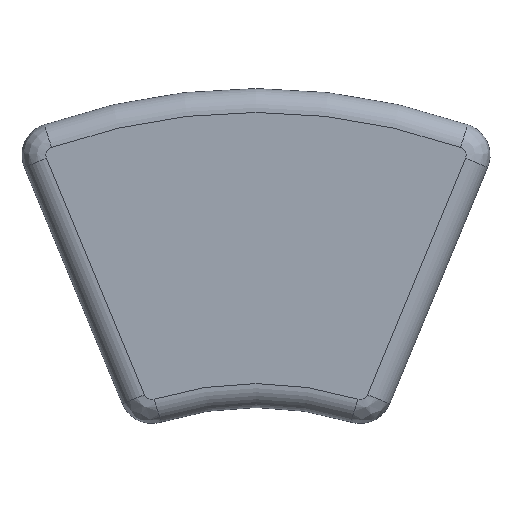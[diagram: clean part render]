
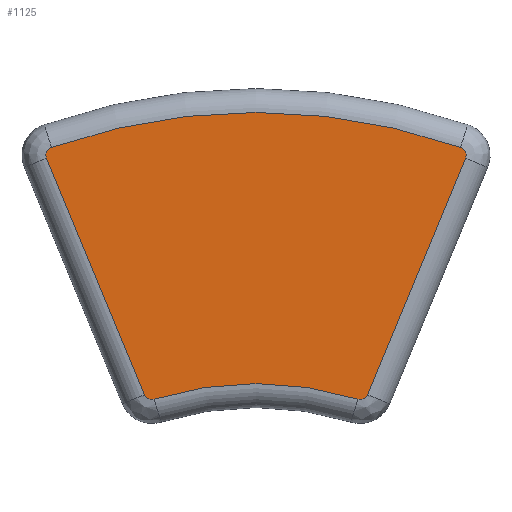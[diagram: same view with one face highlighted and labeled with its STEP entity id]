
A CAD part, top view. The second image highlights one B-rep face of the part: STEP entity #1125.
In plain terms, the highlighted planar face has unit normal (0, 0, 1).
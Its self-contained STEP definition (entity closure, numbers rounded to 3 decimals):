
#58=CIRCLE('',#1204,1.);
#60=CIRCLE('',#1207,77.);
#62=CIRCLE('',#1209,1.);
#63=CIRCLE('',#1210,1.);
#81=CIRCLE('',#1245,1.);
#82=CIRCLE('',#1246,43.);
#131=FACE_OUTER_BOUND('',#197,.T.);
#197=EDGE_LOOP('',(#870,#871,#872,#873,#874,#875,#876,#877));
#258=LINE('',#1791,#348);
#302=LINE('',#2283,#392);
#348=VECTOR('',#1350,1000.);
#392=VECTOR('',#1480,1000.);
#476=VERTEX_POINT('',#1784);
#479=VERTEX_POINT('',#1789);
#481=VERTEX_POINT('',#1802);
#482=VERTEX_POINT('',#1888);
#485=VERTEX_POINT('',#1965);
#487=VERTEX_POINT('',#2067);
#488=VERTEX_POINT('',#2150);
#541=VERTEX_POINT('',#2281);
#594=EDGE_CURVE('',#476,#479,#258,.T.);
#597=EDGE_CURVE('',#481,#476,#58,.T.);
#601=EDGE_CURVE('',#482,#485,#60,.T.);
#603=EDGE_CURVE('',#479,#482,#62,.T.);
#605=EDGE_CURVE('',#488,#487,#63,.T.);
#670=EDGE_CURVE('',#485,#541,#81,.T.);
#671=EDGE_CURVE('',#541,#488,#302,.T.);
#672=EDGE_CURVE('',#487,#481,#82,.F.);
#870=ORIENTED_EDGE('',*,*,#601,.T.);
#871=ORIENTED_EDGE('',*,*,#670,.T.);
#872=ORIENTED_EDGE('',*,*,#671,.T.);
#873=ORIENTED_EDGE('',*,*,#605,.T.);
#874=ORIENTED_EDGE('',*,*,#672,.T.);
#875=ORIENTED_EDGE('',*,*,#597,.T.);
#876=ORIENTED_EDGE('',*,*,#594,.T.);
#877=ORIENTED_EDGE('',*,*,#603,.T.);
#1082=PLANE('',#1244);
#1125=ADVANCED_FACE('',(#131),#1082,.T.);
#1204=AXIS2_PLACEMENT_3D('',#1886,#1353,#1354);
#1207=AXIS2_PLACEMENT_3D('',#2039,#1359,#1360);
#1209=AXIS2_PLACEMENT_3D('',#2056,#1363,#1364);
#1210=AXIS2_PLACEMENT_3D('',#2151,#1365,#1366);
#1244=AXIS2_PLACEMENT_3D('',#2280,#1476,#1477);
#1245=AXIS2_PLACEMENT_3D('',#2282,#1478,#1479);
#1246=AXIS2_PLACEMENT_3D('',#2284,#1481,#1482);
#1350=DIRECTION('',(0.383,0.924,0.));
#1353=DIRECTION('center_axis',(0.,0.,
1.));
#1354=DIRECTION('ref_axis',(1.,0.,0.));
#1359=DIRECTION('center_axis',(0.,0.,
1.));
#1360=DIRECTION('ref_axis',(1.,0.,0.));
#1363=DIRECTION('center_axis',(0.,0.,
1.));
#1364=DIRECTION('ref_axis',(1.,0.,0.));
#1365=DIRECTION('center_axis',(0.,0.,
1.));
#1366=DIRECTION('ref_axis',(1.,0.,0.));
#1476=DIRECTION('center_axis',(0.,0.,
1.));
#1477=DIRECTION('ref_axis',(1.,0.,0.));
#1478=DIRECTION('center_axis',(0.,0.,
1.));
#1479=DIRECTION('ref_axis',(1.,0.,0.));
#1480=DIRECTION('',(0.383,-0.924,0.));
#1481=DIRECTION('center_axis',(0.,0.,
1.));
#1482=DIRECTION('ref_axis',(1.,0.,0.));
#1784=CARTESIAN_POINT('',(13.997,-18.37,4.));
#1789=CARTESIAN_POINT('',(26.272,11.267,4.));
#1791=CARTESIAN_POINT('',(-2.771,-58.852,4.));
#1802=CARTESIAN_POINT('',(12.781,-18.943,4.));
#1886=CARTESIAN_POINT('Origin',(13.073,-17.987,4.));
#1888=CARTESIAN_POINT('',(25.627,12.61,4.));
#1965=CARTESIAN_POINT('',(-25.627,12.61,4.));
#2039=CARTESIAN_POINT('Origin',(0.,-60.,
4.));
#2056=CARTESIAN_POINT('Origin',(25.348,11.65,4.));
#2067=CARTESIAN_POINT('',(-12.781,-18.943,4.));
#2150=CARTESIAN_POINT('',(-13.997,-18.37,4.));
#2151=CARTESIAN_POINT('Origin',(-13.073,-17.987,4.));
#2280=CARTESIAN_POINT('Origin',(0.,-60.,4.));
#2281=CARTESIAN_POINT('',(-26.272,11.267,4.));
#2282=CARTESIAN_POINT('Origin',(-25.348,11.65,4.));
#2283=CARTESIAN_POINT('',(2.771,-58.852,4.));
#2284=CARTESIAN_POINT('Origin',(0.,-60.,4.));
